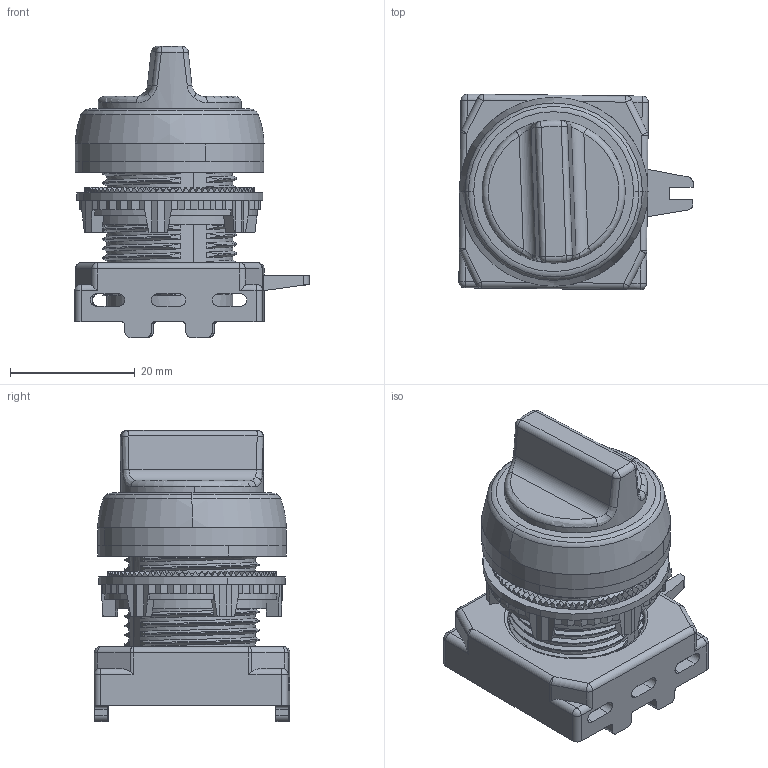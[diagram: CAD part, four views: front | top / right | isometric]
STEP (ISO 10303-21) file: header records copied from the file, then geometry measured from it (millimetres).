
FILE_DESCRIPTION((''),'2;1');
FILE_NAME('004771263_EGP_Y_ASM','2023-10-06T14:49:42',('klemen.sitar'),('Audax d.o.o.'),'CREO PARAMETRIC BY PTC INC, 2021304','CREO PARAMETRIC BY PTC INC, 2021304','');
FILE_SCHEMA(('AP242_MANAGED_MODEL_BASED_3D_ENGINEERING_MIM_LF { 1 0 10303 442 1 1 4 }'));
Products named in the file (11): HB400035_COMPRESSION_SPRING_1; HB122002_LOCKING_NUT_1; MUSHROOM_HEAD_PUSH_TURN_1; HB111007_LENS_HOLDER_FOR_MUSHHE; HB192003_COLLAR_1; HB153005_GROMMET_NEW_MUSHROOM_H; HB152008_SEALING_RING_1; EMNRMH1_GENX_MUSHROOM_HEAD_PT_M_ASM; BASE_1; SINGLE_STATION_STOP__004771447__ASM; 004771263_EGP_Y_ASM
Assembly tree (10 placements, depth 4):
  004771263_EGP_Y_ASM
    SINGLE_STATION_STOP__004771447__ASM
      EMNRMH1_GENX_MUSHROOM_HEAD_PT_M_ASM
        HB400035_COMPRESSION_SPRING_1
        HB122002_LOCKING_NUT_1
        MUSHROOM_HEAD_PUSH_TURN_1
        HB111007_LENS_HOLDER_FOR_MUSHHE
        HB192003_COLLAR_1
        HB153005_GROMMET_NEW_MUSHROOM_H
        HB152008_SEALING_RING_1
      BASE_1
Bounding box: 37.48 x 31.32 x 46.58 mm (x, y, z)
Volume: 12236.9 mm3; surface area: 17134.5 mm2
Topology: 8 solids, 8 shells, 988 faces, 2711 edges, 1774 vertices
Faces by surface type: plane 545, cylinder 246, bspline 111, cone 40, torus 27, sphere 19
Entity records: 68522 total; most frequent: CARTESIAN_POINT 35718, ORIENTED_EDGE 5372, DIRECTION 4035, EDGE_CURVE 2686, VERTEX_POINT 1762, PRESENTATION_STYLE_ASSIGNMENT 1599, STYLED_ITEM 1599, AXIS2_PLACEMENT_3D 1422
